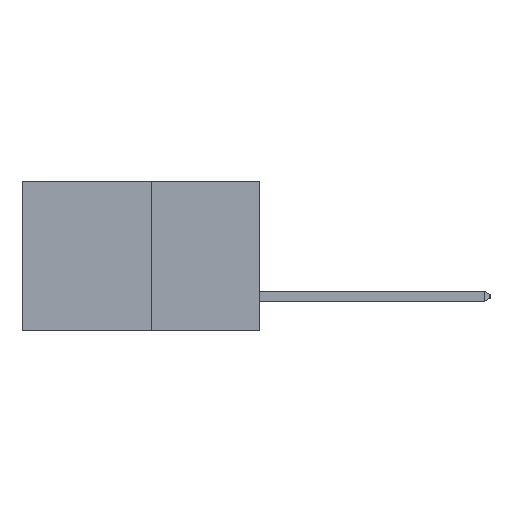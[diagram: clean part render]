
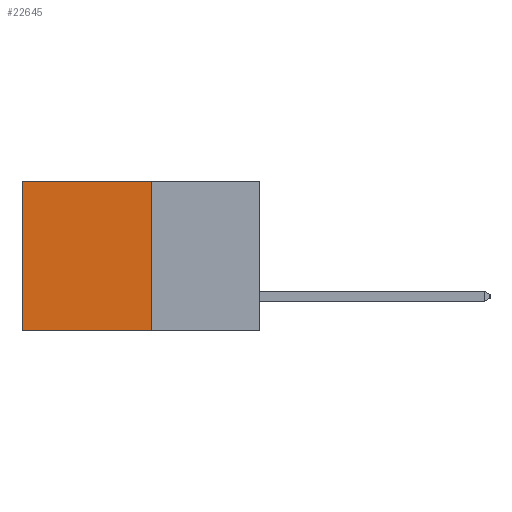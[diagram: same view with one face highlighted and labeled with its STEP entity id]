
A CAD part, left-side view. The second image highlights one B-rep face of the part: STEP entity #22645.
In plain terms, the highlighted planar face has unit normal (-1, 0, 0).
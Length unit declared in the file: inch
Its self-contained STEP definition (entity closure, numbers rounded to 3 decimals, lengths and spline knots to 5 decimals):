
#187 = FACE_OUTER_BOUND ( 'NONE', #9865, .T. ) ;
#1276 = EDGE_CURVE ( 'NONE', #10558, #6133, #19406, .T. ) ;
#1339 = DIRECTION ( 'NONE',  ( 0., 0., -1. ) ) ;
#1566 = CARTESIAN_POINT ( 'NONE',  ( 0.277, 0.27, -0.37 ) ) ;
#1827 = EDGE_CURVE ( 'NONE', #18550, #10558, #17113, .T. ) ;
#4033 = PLANE ( 'NONE',  #6662 ) ;
#4792 = VECTOR ( 'NONE', #12630, 39.37008 ) ;
#5810 = DIRECTION ( 'NONE',  ( 1., 0., 0. ) ) ;
#5916 = LINE ( 'NONE', #12407, #15711 ) ;
#6133 = VERTEX_POINT ( 'NONE', #11818 ) ;
#6662 = AXIS2_PLACEMENT_3D ( 'NONE', #16825, #5810, #18644 ) ;
#8522 = ORIENTED_EDGE ( 'NONE', *, *, #16873, .T. ) ;
#9410 = CARTESIAN_POINT ( 'NONE',  ( 0.277, 0.27, 0. ) ) ;
#9865 = EDGE_LOOP ( 'NONE', ( #10583, #20842, #17165, #8522 ) ) ;
#10558 = VERTEX_POINT ( 'NONE', #1566 ) ;
#10583 = ORIENTED_EDGE ( 'NONE', *, *, #23596, .T. ) ;
#10830 = VECTOR ( 'NONE', #13698, 39.37008 ) ;
#10997 = DIRECTION ( 'NONE',  ( 0., 0., -1. ) ) ;
#11699 = VECTOR ( 'NONE', #10997, 39.37008 ) ;
#11818 = CARTESIAN_POINT ( 'NONE',  ( 0.277, 0.59, -0.37 ) ) ;
#11827 = CARTESIAN_POINT ( 'NONE',  ( 0.277, 0.27, 0. ) ) ;
#12170 = CARTESIAN_POINT ( 'NONE',  ( 0.277, 0.27, -0.37 ) ) ;
#12407 = CARTESIAN_POINT ( 'NONE',  ( 0.277, 0.59, -0.37 ) ) ;
#12630 = DIRECTION ( 'NONE',  ( 0., 1., 0. ) ) ;
#13561 = CARTESIAN_POINT ( 'NONE',  ( 0.277, 0.59, 0. ) ) ;
#13698 = DIRECTION ( 'NONE',  ( 0., 1., 0. ) ) ;
#15701 = LINE ( 'NONE', #11827, #10830 ) ;
#15711 = VECTOR ( 'NONE', #1339, 39.37008 ) ;
#16025 = CARTESIAN_POINT ( 'NONE',  ( 0.277, 0.27, -0.37 ) ) ;
#16825 = CARTESIAN_POINT ( 'NONE',  ( 0.277, 0.27, -0.37 ) ) ;
#16873 = EDGE_CURVE ( 'NONE', #18550, #23393, #15701, .T. ) ;
#17113 = LINE ( 'NONE', #12170, #11699 ) ;
#17165 = ORIENTED_EDGE ( 'NONE', *, *, #1827, .F. ) ;
#18550 = VERTEX_POINT ( 'NONE', #9410 ) ;
#18644 = DIRECTION ( 'NONE',  ( 0., 0., -1. ) ) ;
#19406 = LINE ( 'NONE', #16025, #4792 ) ;
#20842 = ORIENTED_EDGE ( 'NONE', *, *, #1276, .F. ) ;
#22645 = ADVANCED_FACE ( 'NONE', ( #187 ), #4033, .F. ) ;
#23393 = VERTEX_POINT ( 'NONE', #13561 ) ;
#23596 = EDGE_CURVE ( 'NONE', #23393, #6133, #5916, .T. ) ;
